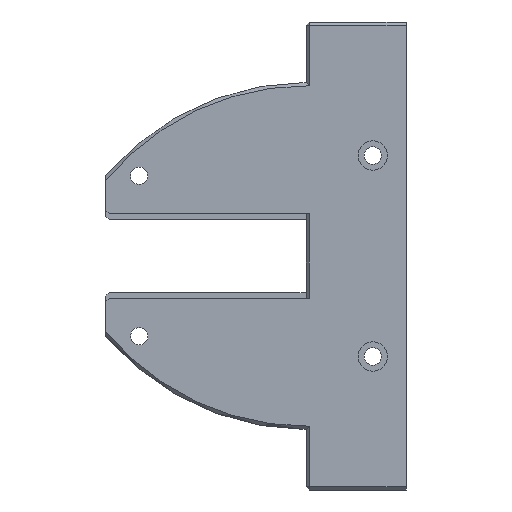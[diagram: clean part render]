
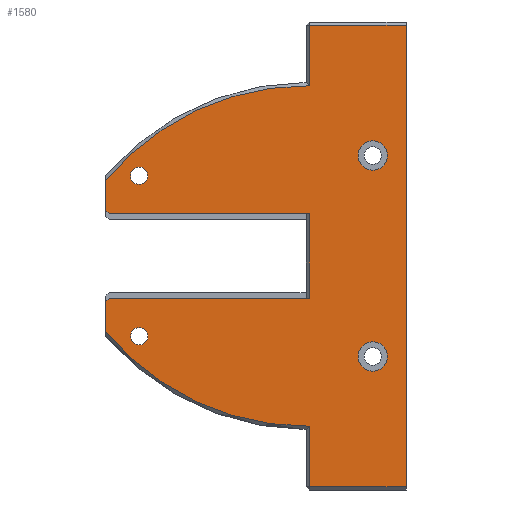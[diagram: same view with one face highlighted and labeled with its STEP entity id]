
A CAD part, left-side view. The second image highlights one B-rep face of the part: STEP entity #1580.
In plain terms, the highlighted planar face has unit normal (-1, 0, 0).
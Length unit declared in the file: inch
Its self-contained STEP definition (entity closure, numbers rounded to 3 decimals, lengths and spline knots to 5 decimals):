
#34=FACE_BOUND('',#226,.T.);
#35=FACE_BOUND('',#227,.T.);
#36=FACE_BOUND('',#228,.T.);
#37=FACE_BOUND('',#229,.T.);
#58=PLANE('',#1697);
#129=FACE_OUTER_BOUND('',#225,.T.);
#225=EDGE_LOOP('',(#1159,#1160,#1161,#1162,#1163,#1164,#1165,#1166,#1167,
#1168,#1169,#1170,#1171,#1172));
#226=EDGE_LOOP('',(#1173));
#227=EDGE_LOOP('',(#1174));
#228=EDGE_LOOP('',(#1175));
#229=EDGE_LOOP('',(#1176));
#371=LINE('',#2397,#543);
#372=LINE('',#2399,#544);
#373=LINE('',#2401,#545);
#374=LINE('',#2405,#546);
#375=LINE('',#2407,#547);
#376=LINE('',#2409,#548);
#377=LINE('',#2411,#549);
#378=LINE('',#2413,#550);
#379=LINE('',#2417,#551);
#380=LINE('',#2419,#552);
#381=LINE('',#2421,#553);
#382=LINE('',#2422,#554);
#543=VECTOR('',#1910,2.99854);
#544=VECTOR('',#1911,0.07071);
#545=VECTOR('',#1912,0.44485);
#546=VECTOR('',#1915,0.90518);
#547=VECTOR('',#1916,1.45);
#548=VECTOR('',#1917,6.91);
#549=VECTOR('',#1918,1.45);
#550=VECTOR('',#1919,0.90517);
#551=VECTOR('',#1922,0.44387);
#552=VECTOR('',#1923,0.07071);
#553=VECTOR('',#1924,2.99854);
#554=VECTOR('',#1925,1.25994);
#681=CIRCLE('',#1698,3.89);
#682=CIRCLE('',#1699,3.89);
#683=CIRCLE('',#1700,0.22);
#684=CIRCLE('',#1701,0.22);
#685=CIRCLE('',#1702,0.13);
#686=CIRCLE('',#1703,0.13);
#772=VERTEX_POINT('',#2395);
#773=VERTEX_POINT('',#2396);
#774=VERTEX_POINT('',#2398);
#775=VERTEX_POINT('',#2400);
#776=VERTEX_POINT('',#2402);
#777=VERTEX_POINT('',#2404);
#778=VERTEX_POINT('',#2406);
#779=VERTEX_POINT('',#2408);
#780=VERTEX_POINT('',#2410);
#781=VERTEX_POINT('',#2412);
#782=VERTEX_POINT('',#2414);
#783=VERTEX_POINT('',#2416);
#784=VERTEX_POINT('',#2418);
#785=VERTEX_POINT('',#2420);
#786=VERTEX_POINT('',#2423);
#787=VERTEX_POINT('',#2425);
#788=VERTEX_POINT('',#2427);
#789=VERTEX_POINT('',#2429);
#923=EDGE_CURVE('',#772,#773,#371,.T.);
#924=EDGE_CURVE('',#773,#774,#372,.F.);
#925=EDGE_CURVE('',#774,#775,#373,.T.);
#926=EDGE_CURVE('',#775,#776,#681,.T.);
#927=EDGE_CURVE('',#776,#777,#374,.T.);
#928=EDGE_CURVE('',#777,#778,#375,.T.);
#929=EDGE_CURVE('',#779,#778,#376,.T.);
#930=EDGE_CURVE('',#779,#780,#377,.T.);
#931=EDGE_CURVE('',#780,#781,#378,.T.);
#932=EDGE_CURVE('',#781,#782,#682,.T.);
#933=EDGE_CURVE('',#782,#783,#379,.T.);
#934=EDGE_CURVE('',#783,#784,#380,.F.);
#935=EDGE_CURVE('',#784,#785,#381,.T.);
#936=EDGE_CURVE('',#785,#772,#382,.T.);
#937=EDGE_CURVE('',#786,#786,#683,.T.);
#938=EDGE_CURVE('',#787,#787,#684,.T.);
#939=EDGE_CURVE('',#788,#788,#685,.T.);
#940=EDGE_CURVE('',#789,#789,#686,.T.);
#1159=ORIENTED_EDGE('',*,*,#923,.T.);
#1160=ORIENTED_EDGE('',*,*,#924,.T.);
#1161=ORIENTED_EDGE('',*,*,#925,.T.);
#1162=ORIENTED_EDGE('',*,*,#926,.T.);
#1163=ORIENTED_EDGE('',*,*,#927,.T.);
#1164=ORIENTED_EDGE('',*,*,#928,.T.);
#1165=ORIENTED_EDGE('',*,*,#929,.F.);
#1166=ORIENTED_EDGE('',*,*,#930,.T.);
#1167=ORIENTED_EDGE('',*,*,#931,.T.);
#1168=ORIENTED_EDGE('',*,*,#932,.T.);
#1169=ORIENTED_EDGE('',*,*,#933,.T.);
#1170=ORIENTED_EDGE('',*,*,#934,.T.);
#1171=ORIENTED_EDGE('',*,*,#935,.T.);
#1172=ORIENTED_EDGE('',*,*,#936,.T.);
#1173=ORIENTED_EDGE('',*,*,#937,.F.);
#1174=ORIENTED_EDGE('',*,*,#938,.F.);
#1175=ORIENTED_EDGE('',*,*,#939,.F.);
#1176=ORIENTED_EDGE('',*,*,#940,.F.);
#1580=ADVANCED_FACE('',(#129,#34,#35,#36,#37),#58,.T.);
#1697=AXIS2_PLACEMENT_3D('',#2394,#1908,#1909);
#1698=AXIS2_PLACEMENT_3D('',#2403,#1913,#1914);
#1699=AXIS2_PLACEMENT_3D('',#2415,#1920,#1921);
#1700=AXIS2_PLACEMENT_3D('',#2424,#1926,#1927);
#1701=AXIS2_PLACEMENT_3D('',#2426,#1928,#1929);
#1702=AXIS2_PLACEMENT_3D('',#2428,#1930,#1931);
#1703=AXIS2_PLACEMENT_3D('',#2430,#1932,#1933);
#1908=DIRECTION('center_axis',(-1.,0.,0.));
#1909=DIRECTION('ref_axis',(0.,0.,1.));
#1910=DIRECTION('',(0.,1.,0.));
#1911=DIRECTION('',(0.,-0.707,0.707));
#1912=DIRECTION('',(0.,0.,-1.));
#1913=DIRECTION('center_axis',(-1.,0.,0.));
#1914=DIRECTION('ref_axis',(0.,0.,1.));
#1915=DIRECTION('',(0.,0.,-1.));
#1916=DIRECTION('',(0.,-1.,0.));
#1917=DIRECTION('',(0.,0.,-1.));
#1918=DIRECTION('',(0.,1.,0.));
#1919=DIRECTION('',(0.,0.,-1.));
#1920=DIRECTION('center_axis',(-1.,0.,0.));
#1921=DIRECTION('ref_axis',(0.,0.,1.));
#1922=DIRECTION('',(0.,0.,-1.));
#1923=DIRECTION('',(0.,0.707,0.707));
#1924=DIRECTION('',(0.,-1.,0.));
#1925=DIRECTION('',(0.,0.,-1.));
#1926=DIRECTION('center_axis',(-1.,0.,0.));
#1927=DIRECTION('ref_axis',(0.,0.,1.));
#1928=DIRECTION('center_axis',(-1.,0.,0.));
#1929=DIRECTION('ref_axis',(0.,0.,1.));
#1930=DIRECTION('center_axis',(-1.,0.,0.));
#1931=DIRECTION('ref_axis',(0.,0.,1.));
#1932=DIRECTION('center_axis',(-1.,0.,0.));
#1933=DIRECTION('ref_axis',(0.,0.,1.));
#2394=CARTESIAN_POINT('Origin',(-4.46493,-0.25,10.50884));
#2395=CARTESIAN_POINT('',(-4.46493,-0.05,6.37401));
#2396=CARTESIAN_POINT('',(-4.46493,2.94854,6.37401));
#2397=CARTESIAN_POINT('',(-4.46493,-0.05,6.37401));
#2398=CARTESIAN_POINT('',(-4.46493,2.99854,6.32401));
#2399=CARTESIAN_POINT('',(-4.46493,2.99854,6.32401));
#2400=CARTESIAN_POINT('',(-4.46493,2.99854,5.87916));
#2401=CARTESIAN_POINT('',(-4.46493,2.99854,6.32401));
#2402=CARTESIAN_POINT('',(-4.46493,-0.05,4.45402));
#2403=CARTESIAN_POINT('Origin',(-4.46493,-0.01103,8.34382));
#2404=CARTESIAN_POINT('',(-4.46493,-0.05,3.54884));
#2405=CARTESIAN_POINT('',(-4.46493,-0.05,4.45402));
#2406=CARTESIAN_POINT('',(-4.46493,-1.5,3.54884));
#2407=CARTESIAN_POINT('',(-4.46493,-0.05,3.54884));
#2408=CARTESIAN_POINT('',(-4.46493,-1.5,10.45884));
#2409=CARTESIAN_POINT('',(-4.46493,-1.5,10.45884));
#2410=CARTESIAN_POINT('',(-4.46493,-0.05,10.45884));
#2411=CARTESIAN_POINT('',(-4.46493,-1.5,10.45884));
#2412=CARTESIAN_POINT('',(-4.46493,-0.05,9.55367));
#2413=CARTESIAN_POINT('',(-4.46493,-0.05,10.45884));
#2414=CARTESIAN_POINT('',(-4.46493,2.99854,8.12782));
#2415=CARTESIAN_POINT('Origin',(-4.46493,-0.01161,5.66386));
#2416=CARTESIAN_POINT('',(-4.46493,2.99854,7.68395));
#2417=CARTESIAN_POINT('',(-4.46493,2.99854,8.12782));
#2418=CARTESIAN_POINT('',(-4.46493,2.94854,7.63395));
#2419=CARTESIAN_POINT('',(-4.46493,2.94854,7.63395));
#2420=CARTESIAN_POINT('',(-4.46493,-0.05,7.63395));
#2421=CARTESIAN_POINT('',(-4.46493,2.94854,7.63395));
#2422=CARTESIAN_POINT('',(-4.46493,-0.05,7.63395));
#2423=CARTESIAN_POINT('',(-4.46493,-1.,5.27884));
#2424=CARTESIAN_POINT('Origin',(-4.46493,-1.,5.49884));
#2425=CARTESIAN_POINT('',(-4.46493,-1.,8.28884));
#2426=CARTESIAN_POINT('Origin',(-4.46493,-1.,8.50884));
#2427=CARTESIAN_POINT('',(-4.46493,2.49854,5.67097));
#2428=CARTESIAN_POINT('Origin',(-4.46493,2.49854,5.80097));
#2429=CARTESIAN_POINT('',(-4.46493,2.5,8.07603));
#2430=CARTESIAN_POINT('Origin',(-4.46493,2.5,8.20603));
